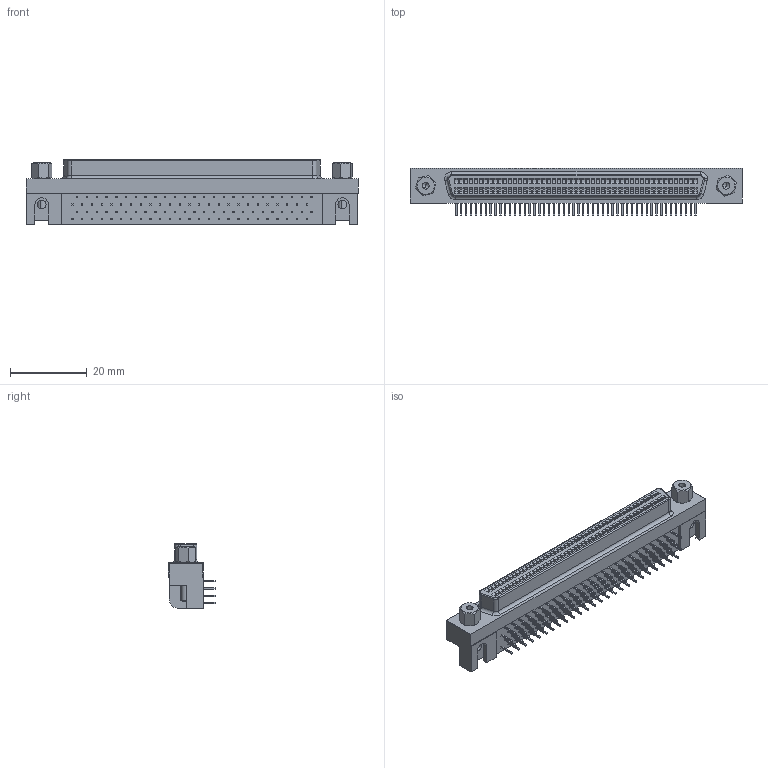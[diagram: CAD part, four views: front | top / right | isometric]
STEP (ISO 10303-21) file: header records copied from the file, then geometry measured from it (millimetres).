
FILE_DESCRIPTION (( 'STEP AP214' ), '1' );
FILE_NAME ('C100SFX-1PR-5A.STEP', '2023-10-31T05:25:55', ( '' ), ( '' ), 'SwSTEP 2.0', 'SolidWorks 2023', '' );
FILE_SCHEMA (( 'AUTOMOTIVE_DESIGN' ));
Length unit declared in the file: millimetre
Products named in the file (3): P-SCL-0026; C100SFX-1PR-5A; C-CN-803 100-Way Female SCSI R-A PCB Mount Connector
Assembly tree (3 placements, depth 2):
  C100SFX-1PR-5A
    C-CN-803 100-Way Female SCSI R-A PCB Mount Connector
    P-SCL-0026  x2
Bounding box: 86.4 x 12.29 x 16.9 mm (x, y, z)
Volume: 6341.2 mm3; surface area: 8813.7 mm2
Topology: 5 solids, 5 shells, 3676 faces, 9242 edges, 5781 vertices
Faces by surface type: plane 2329, cylinder 971, torus 360, cone 16
Entity records: 108443 total; most frequent: DIRECTION 18801, CARTESIAN_POINT 18733, ORIENTED_EDGE 18380, EDGE_CURVE 9190, VECTOR 6869, LINE 6869, AXIS2_PLACEMENT_3D 5966, VERTEX_POINT 5750
